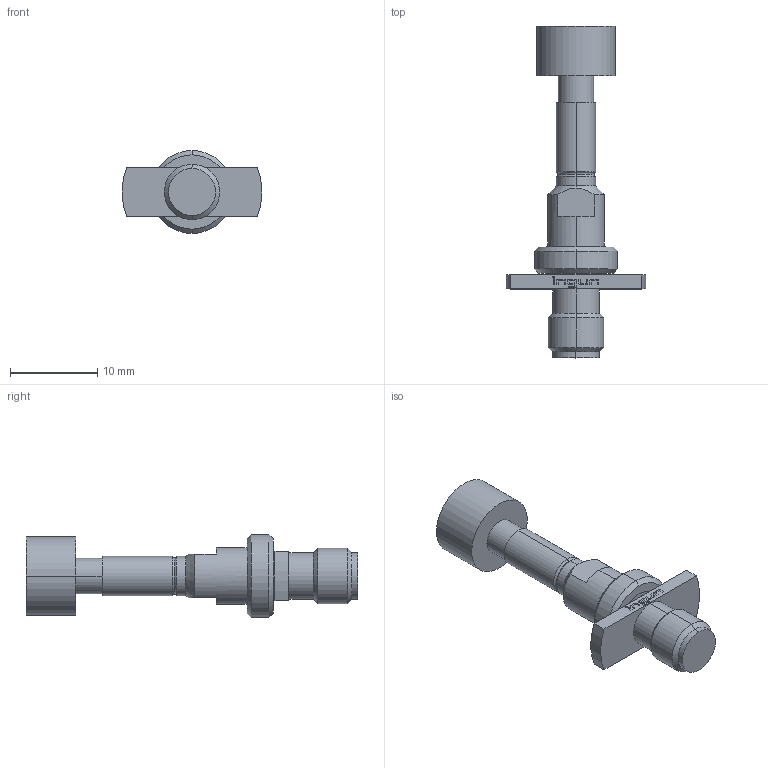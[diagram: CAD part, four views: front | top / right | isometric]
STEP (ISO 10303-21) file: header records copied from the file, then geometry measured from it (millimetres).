
FILE_DESCRIPTION (( 'STEP AP203' ), '1' );
FILE_NAME ('INGUN_HFS-822_303_150_A_xx43_MBXF.STEP', '2022-03-15T10:09:32', ( 'ochi' ), ( '' ), 'SwSTEP 2.0', 'SolidWorks 2018', '' );
FILE_SCHEMA (( 'CONFIG_CONTROL_DESIGN' ));
Length unit declared in the file: millimetre
Products named in the file (1): INGUN_HFS-822_303_150_A_xx43_MBXF
Bounding box: 15.96 x 38 x 9.5 mm (x, y, z)
Volume: 1184.2 mm3; surface area: 1234.8 mm2
Topology: 1 solids, 1 shells, 136 faces, 330 edges, 211 vertices
Faces by surface type: plane 64, cylinder 52, cone 14, torus 6
Entity records: 4075 total; most frequent: DIRECTION 724, CARTESIAN_POINT 708, ORIENTED_EDGE 656, EDGE_CURVE 328, AXIS2_PLACEMENT_3D 263, VERTEX_POINT 211, VECTOR 198, LINE 198
